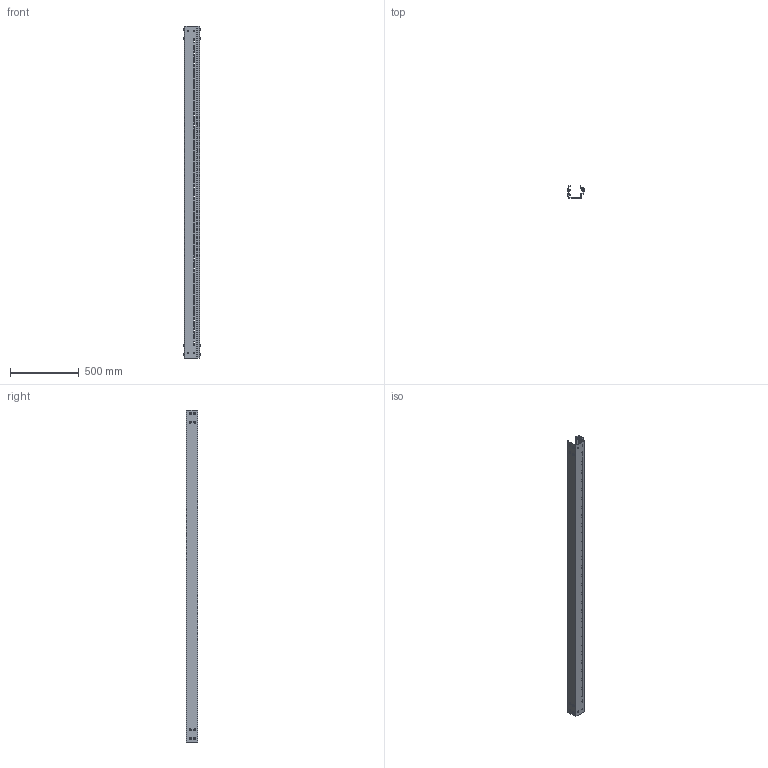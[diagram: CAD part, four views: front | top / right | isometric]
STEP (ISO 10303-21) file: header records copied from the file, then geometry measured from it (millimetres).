
FILE_DESCRIPTION (( 'STEP AP203' ), '1' );
FILE_NAME ('DRW-BL35-2400.STEP', '2024-12-11T08:35:28', ( '' ), ( '' ), 'SwSTEP 2.0', 'SolidWorks 2022', '' );
FILE_SCHEMA (( 'CONFIG_CONTROL_DESIGN' ));
Length unit declared in the file: millimetre
Products named in the file (5): Винт полусфера с прессшайбой DIN 967_M6х16; АГИЕ 282.01.00.002; DRW-BL35-2400; АГИЕ 282.01.02.000СБ_00; Резьбовая заклепка потай^АГИЕ 282.01.02.000СБ_М6
Assembly tree (58 placements, depth 3):
  DRW-BL35-2400
    АГИЕ 282.01.02.000СБ_00
      АГИЕ 282.01.00.002
      Резьбовая заклепка потай^АГИЕ 282.01.02.000СБ_М6  x44
    Винт полусфера с прессшайбой DIN 967_M6х16  x12
Bounding box: 123.84 x 85 x 2412 mm (x, y, z)
Volume: 1042159.6 mm3; surface area: 1508445.2 mm2
Topology: 57 solids, 57 shells, 1685 faces, 4053 edges, 2550 vertices
Faces by surface type: cylinder 587, plane 578, cone 384, bspline 88, torus 24, sphere 24
Entity records: 18736 total; most frequent: DIRECTION 3081, CARTESIAN_POINT 2931, ORIENTED_EDGE 2762, EDGE_CURVE 1381, AXIS2_PLACEMENT_3D 1174, VERTEX_POINT 898, LINE 733, VECTOR 733
